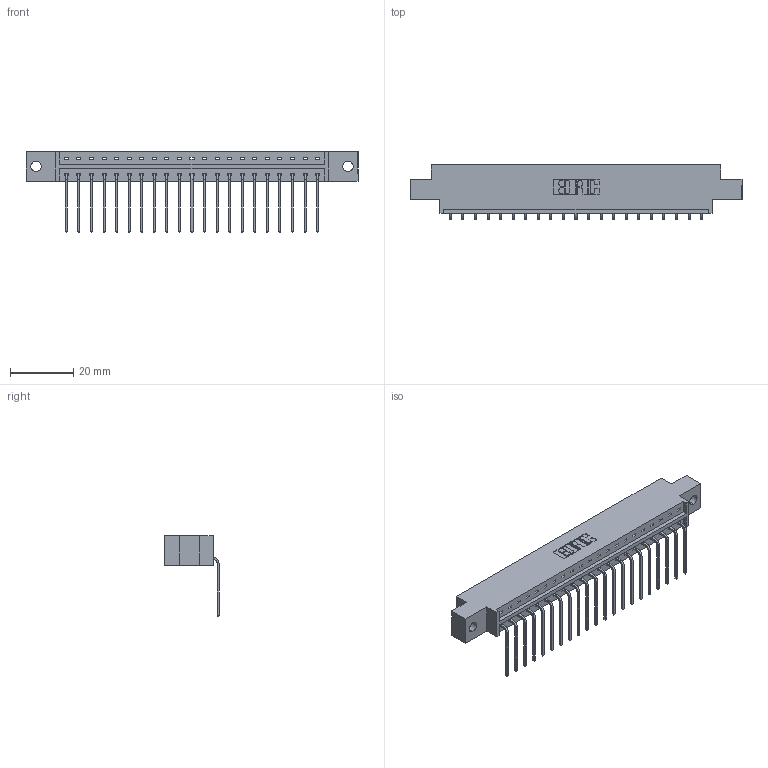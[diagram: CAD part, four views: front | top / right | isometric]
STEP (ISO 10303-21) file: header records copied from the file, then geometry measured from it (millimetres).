
FILE_DESCRIPTION (( 'STEP AP203' ), '1' );
FILE_NAME ('833-021-559-602.STEP', '2020-06-01T15:36:15', ( '' ), ( '' ), 'SwSTEP 2.0', 'SolidWorks 2020', '' );
FILE_SCHEMA (( 'CONFIG_CONTROL_DESIGN' ));
Length unit declared in the file: inch
Products named in the file (3): 833-021-559-602; 345-292-001_558 559 Tail - 1; 833 Part_Offset - .128 Dia
Assembly tree (22 placements, depth 2):
  833-021-559-602
    833 Part_Offset - .128 Dia
    345-292-001_558 559 Tail - 1  x21
Bounding box: 104.75 x 17.09 x 25.53 mm (x, y, z)
Volume: 10165.7 mm3; surface area: 11216.4 mm2
Topology: 22 solids, 22 shells, 1378 faces, 4145 edges, 2734 vertices
Faces by surface type: plane 998, cylinder 380
Entity records: 15773 total; most frequent: CARTESIAN_POINT 2733, ORIENTED_EDGE 2690, DIRECTION 2347, EDGE_CURVE 1345, LINE 1217, VECTOR 1217, VERTEX_POINT 894, AXIS2_PLACEMENT_3D 565
